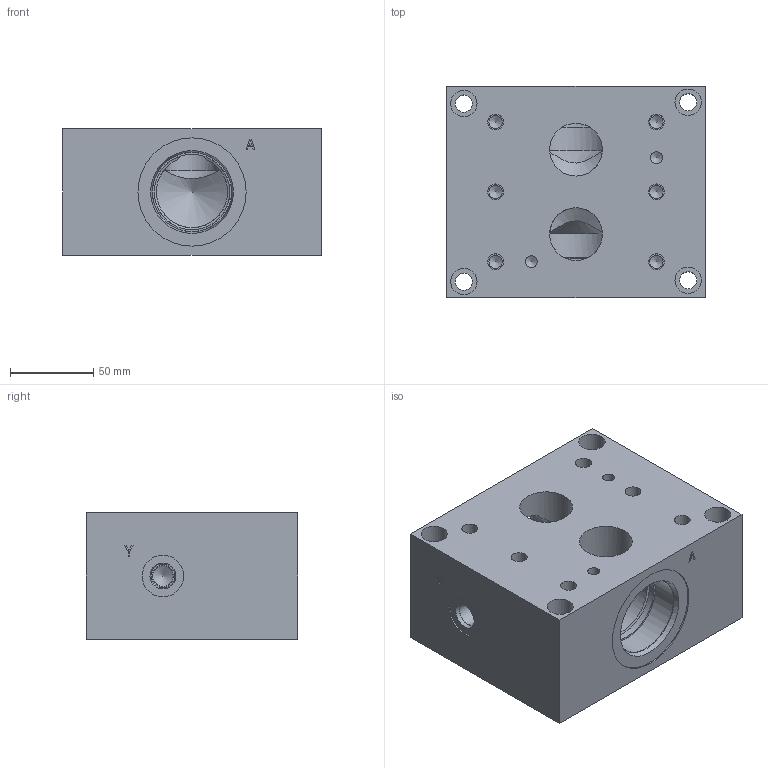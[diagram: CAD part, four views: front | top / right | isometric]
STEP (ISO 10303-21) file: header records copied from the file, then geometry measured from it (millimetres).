
FILE_DESCRIPTION(/* description */ (''),/* implementation_level */ '2;1');
FILE_NAME(/* name */ '_P10SPS24S.stp',/* time_stamp */ '2022-01-11T12:11:31-05:00',/* author */ ('trevorh'),/* organization */ (''),/* preprocessor_version */ 'ST-DEVELOPER v18',/* originating_system */ 'Autodesk Inventor 2020',/* authorisation */ '');
FILE_SCHEMA (('CONFIG_CONTROL_DESIGN'));
Length unit declared in the file: millimetre
Products named in the file (1): Part__P10SPS24S_3D
Bounding box: 155.57 x 127 x 76.2 mm (x, y, z)
Volume: 1276755.3 mm3; surface area: 113670.8 mm2
Topology: 1 solids, 1 shells, 478 faces, 1317 edges, 890 vertices
Faces by surface type: plane 298, bspline 110, cylinder 44, cone 26
Full cylindrical faces by diameter (mm): 7.137 x2, 7.925 x6, 9.525 x6, 10.312 x4, 12.294 x2, 12.9 x1, 12.903 x1, 14.275 x2, 14.529 x2, 15.875 x4, 25.019 x2, 31.75 x2, 45.568 x2, 47.625 x2, 48.057 x2, 65.126 x2
Entity records: 16252 total; most frequent: CARTESIAN_POINT 4263, ORIENTED_EDGE 2610, DIRECTION 1963, EDGE_CURVE 1305, LINE 909, VECTOR 909, VERTEX_POINT 890, EDGE_LOOP 551
